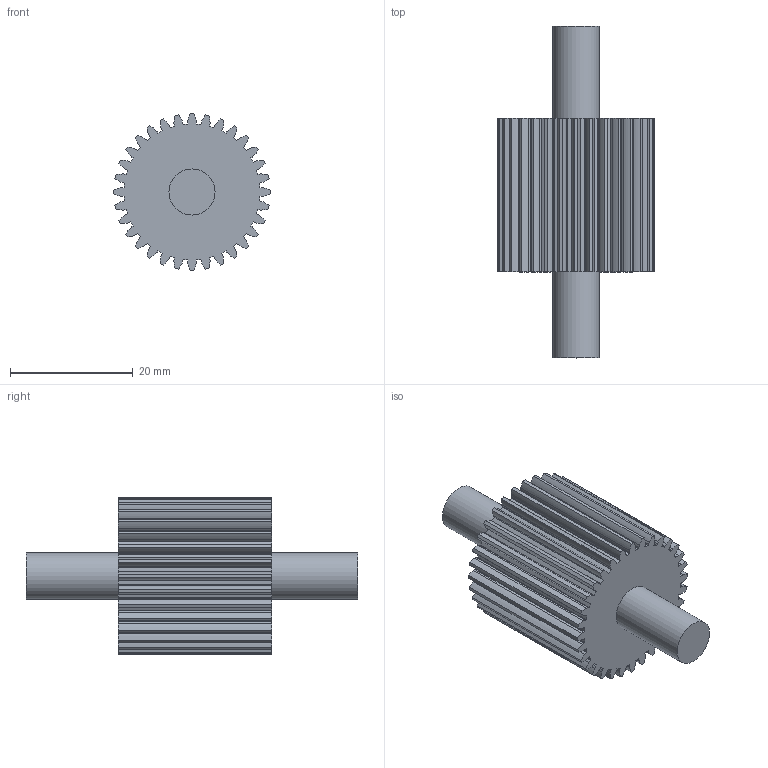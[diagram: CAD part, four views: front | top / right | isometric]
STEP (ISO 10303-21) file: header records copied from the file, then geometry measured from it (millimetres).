
FILE_DESCRIPTION(/* description */ (''),/* implementation_level */ '2;1');
FILE_NAME(/* name */ 'New_Spur_and_Rod v4.step',/* time_stamp */ '2024-05-28T21:32:01+01:00',/* author */ (''),/* organization */ (''),/* preprocessor_version */ 'ST-DEVELOPER v20',/* originating_system */ 'Autodesk Translation Framework v12.20.1.177',/* authorisation */ '');
FILE_SCHEMA (('AUTOMOTIVE_DESIGN { 1 0 10303 214 3 1 1 }'));
Length unit declared in the file: millimetre
Products named in the file (2): New_Spur_and_Rod; Spur Gear (32 teeth)
Assembly tree (1 placements, depth 2):
  New_Spur_and_Rod
    Spur Gear (32 teeth)
Bounding box: 25.5 x 54 x 25.5 mm (x, y, z)
Volume: 12389.6 mm3; surface area: 5597.5 mm2
Topology: 1 solids, 1 shells, 284 faces, 837 edges, 558 vertices
Faces by surface type: bspline 130, cylinder 85, plane 69
Full cylindrical faces by diameter (mm): 3.332 x4, 4.109 x2, 7.5 x2
Entity records: 11472 total; most frequent: CARTESIAN_POINT 4690, ORIENTED_EDGE 1674, DIRECTION 989, EDGE_CURVE 837, VERTEX_POINT 558, LINE 403, VECTOR 403, B_SPLINE_CURVE_WITH_KNOTS 298
